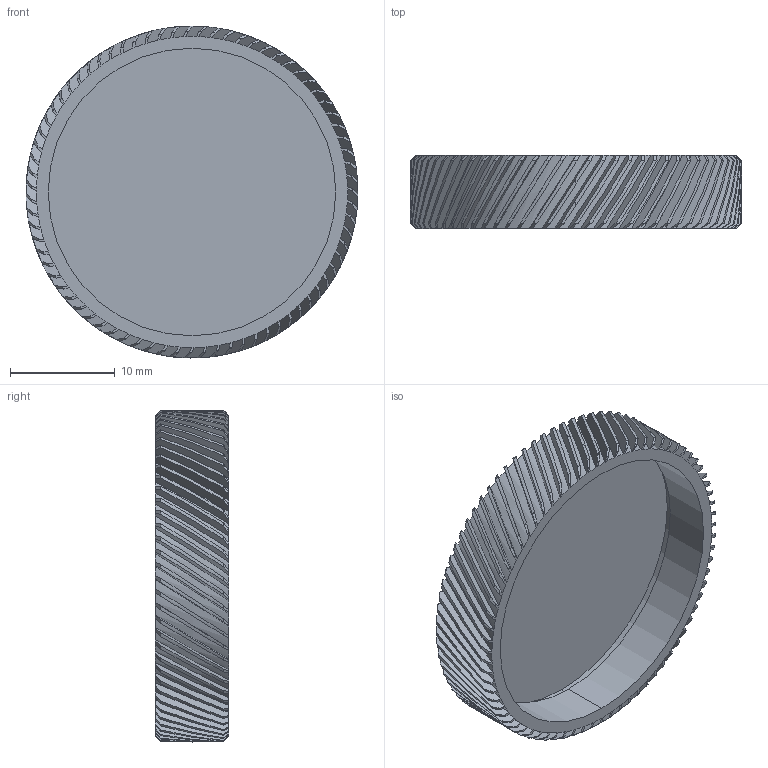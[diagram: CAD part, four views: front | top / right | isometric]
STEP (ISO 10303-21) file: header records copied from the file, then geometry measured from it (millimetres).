
FILE_DESCRIPTION (( 'STEP AP214' ), '1' );
FILE_NAME ('513011.STEP', '2019-09-17T07:33:06', ( '' ), ( '' ), 'SwSTEP 2.0', 'SolidWorks 2016', '' );
FILE_SCHEMA (( 'AUTOMOTIVE_DESIGN' ));
Length unit declared in the file: millimetre
Products named in the file (1): 513011
Bounding box: 31.75 x 7 x 31.75 mm (x, y, z)
Volume: 1701.5 mm3; surface area: 3946.1 mm2
Topology: 1 solids, 1 shells, 463 faces, 1376 edges, 917 vertices
Faces by surface type: cylinder 158, plane 154, cone 151
Entity records: 15999 total; most frequent: CARTESIAN_POINT 4578, ORIENTED_EDGE 2752, DIRECTION 2157, EDGE_CURVE 1376, AXIS2_PLACEMENT_3D 924, VERTEX_POINT 917, EDGE_LOOP 465, FACE_OUTER_BOUND 463
